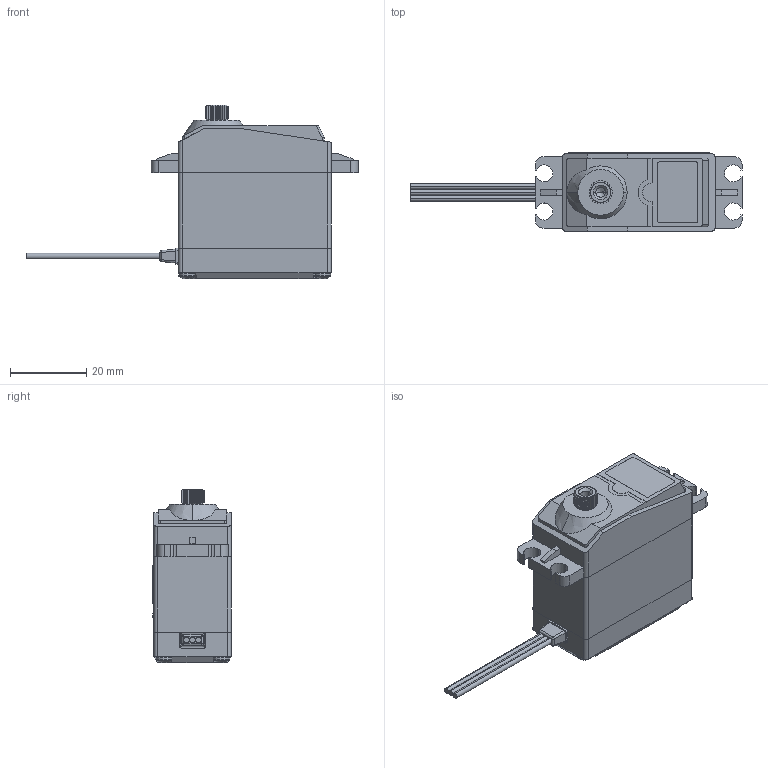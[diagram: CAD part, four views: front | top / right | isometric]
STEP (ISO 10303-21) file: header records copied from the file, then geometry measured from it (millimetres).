
FILE_DESCRIPTION (( 'STEP AP214' ), '1' );
FILE_NAME ('DS3240_Servomotor 40Kg 4.8-6.8v.STEP', '2024-09-26T19:56:52', ( '' ), ( '' ), 'SwSTEP 2.0', 'SolidWorks 2024', '' );
FILE_SCHEMA (( 'AUTOMOTIVE_DESIGN' ));
Length unit declared in the file: millimetre
Products named in the file (1): DS3240_Servomotor 40Kg 4.8-6.8v
Bounding box: 87.25 x 20.7 x 45.71 mm (x, y, z)
Volume: 18380.1 mm3; surface area: 12737.6 mm2
Topology: 13 solids, 13 shells, 778 faces, 2019 edges, 1277 vertices
Faces by surface type: plane 311, bspline 170, cylinder 149, cone 60, torus 48, sphere 40
Entity records: 31993 total; most frequent: CARTESIAN_POINT 14407, ORIENTED_EDGE 3994, DIRECTION 3232, EDGE_CURVE 1997, VERTEX_POINT 1277, AXIS2_PLACEMENT_3D 1174, LINE 884, VECTOR 884
